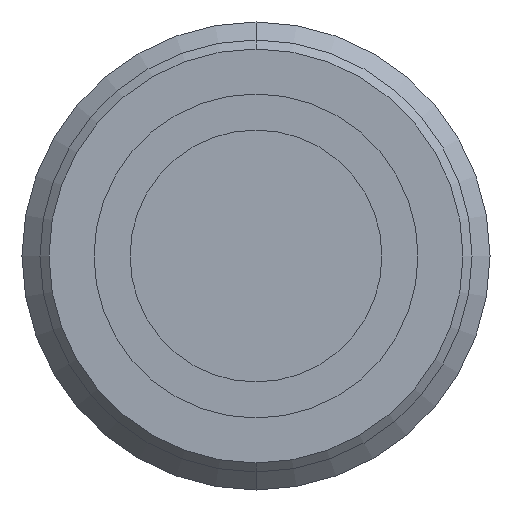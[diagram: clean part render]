
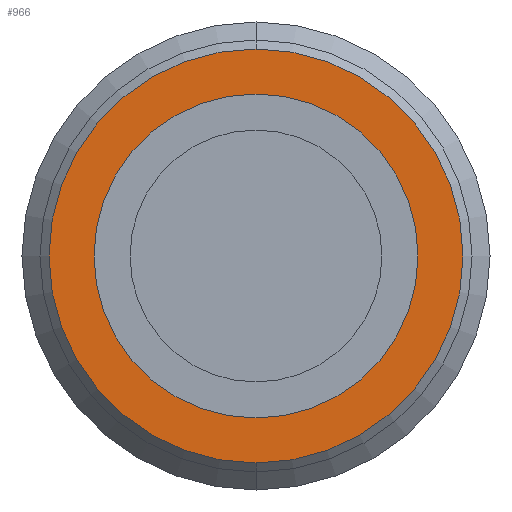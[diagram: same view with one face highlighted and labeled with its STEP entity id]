
A CAD part, front view. The second image highlights one B-rep face of the part: STEP entity #966.
In plain terms, the highlighted planar face has unit normal (0, -1, 0).
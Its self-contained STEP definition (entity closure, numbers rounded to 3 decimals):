
#94 = DIRECTION ( 'NONE',  ( 0., 0., -1. ) ) ;
#157 = DIRECTION ( 'NONE',  ( 0., 1., 0. ) ) ;
#159 = DIRECTION ( 'NONE',  ( 0., 0., -1. ) ) ;
#160 = DIRECTION ( 'NONE',  ( 0., 1., 0. ) ) ;
#164 = DIRECTION ( 'NONE',  ( 0., 0., -1. ) ) ;
#171 = CARTESIAN_POINT ( 'NONE',  ( 0., 0.5, 0. ) ) ;
#296 = CARTESIAN_POINT ( 'NONE',  ( 0., 0.5, 0. ) ) ;
#321 = CARTESIAN_POINT ( 'NONE',  ( 0., 0.5, 0. ) ) ;
#368 = DIRECTION ( 'NONE',  ( 0., -1., 0. ) ) ;
#534 = CARTESIAN_POINT ( 'NONE',  ( 0., 0.5, -11.5 ) ) ;
#535 = CARTESIAN_POINT ( 'NONE',  ( 0., 0.5, 11.5 ) ) ;
#554 = DIRECTION ( 'NONE',  ( 0., 0., -1. ) ) ;
#555 = DIRECTION ( 'NONE',  ( 0., -1., 0. ) ) ;
#556 = CARTESIAN_POINT ( 'NONE',  ( 0., 0.5, 0. ) ) ;
#609 = CARTESIAN_POINT ( 'NONE',  ( 0., 0.5, 9. ) ) ;
#624 = CARTESIAN_POINT ( 'NONE',  ( 0., 0.5, -9. ) ) ;
#832 = DIRECTION ( 'NONE',  ( 0., 0., -1. ) ) ;
#833 = DIRECTION ( 'NONE',  ( 0., -1., 0. ) ) ;
#835 = PLANE ( 'NONE',  #2371 ) ;
#838 = CARTESIAN_POINT ( 'NONE',  ( 0., 0.5, 0. ) ) ;
#966 = ADVANCED_FACE ( 'NONE', ( #1566, #1574 ), #835, .T. ) ;
#1296 = AXIS2_PLACEMENT_3D ( 'NONE', #171, #160, #159 ) ;
#1297 = AXIS2_PLACEMENT_3D ( 'NONE', #296, #157, #164 ) ;
#1318 = AXIS2_PLACEMENT_3D ( 'NONE', #321, #368, #94 ) ;
#1375 = AXIS2_PLACEMENT_3D ( 'NONE', #556, #555, #554 ) ;
#1566 = FACE_OUTER_BOUND ( 'NONE', #2026, .T. ) ;
#1574 = FACE_BOUND ( 'NONE', #2028, .T. ) ;
#1653 = CIRCLE ( 'NONE', #1375, 9. ) ;
#1775 = CIRCLE ( 'NONE', #1318, 9. ) ;
#1812 = ORIENTED_EDGE ( 'NONE', *, *, #2509, .F. ) ;
#1853 = ORIENTED_EDGE ( 'NONE', *, *, #2366, .F. ) ;
#2026 = EDGE_LOOP ( 'NONE', ( #2212, #2211 ) ) ;
#2028 = EDGE_LOOP ( 'NONE', ( #1812, #1853 ) ) ;
#2141 = VERTEX_POINT ( 'NONE', #535 ) ;
#2142 = VERTEX_POINT ( 'NONE', #534 ) ;
#2211 = ORIENTED_EDGE ( 'NONE', *, *, #2551, .F. ) ;
#2212 = ORIENTED_EDGE ( 'NONE', *, *, #2548, .F. ) ;
#2224 = VERTEX_POINT ( 'NONE', #624 ) ;
#2230 = VERTEX_POINT ( 'NONE', #609 ) ;
#2281 = CIRCLE ( 'NONE', #1297, 11.5 ) ;
#2283 = CIRCLE ( 'NONE', #1296, 11.5 ) ;
#2366 = EDGE_CURVE ( 'NONE', #2230, #2224, #1653, .T. ) ;
#2371 = AXIS2_PLACEMENT_3D ( 'NONE', #838, #833, #832 ) ;
#2509 = EDGE_CURVE ( 'NONE', #2224, #2230, #1775, .T. ) ;
#2548 = EDGE_CURVE ( 'NONE', #2141, #2142, #2281, .T. ) ;
#2551 = EDGE_CURVE ( 'NONE', #2142, #2141, #2283, .T. ) ;
